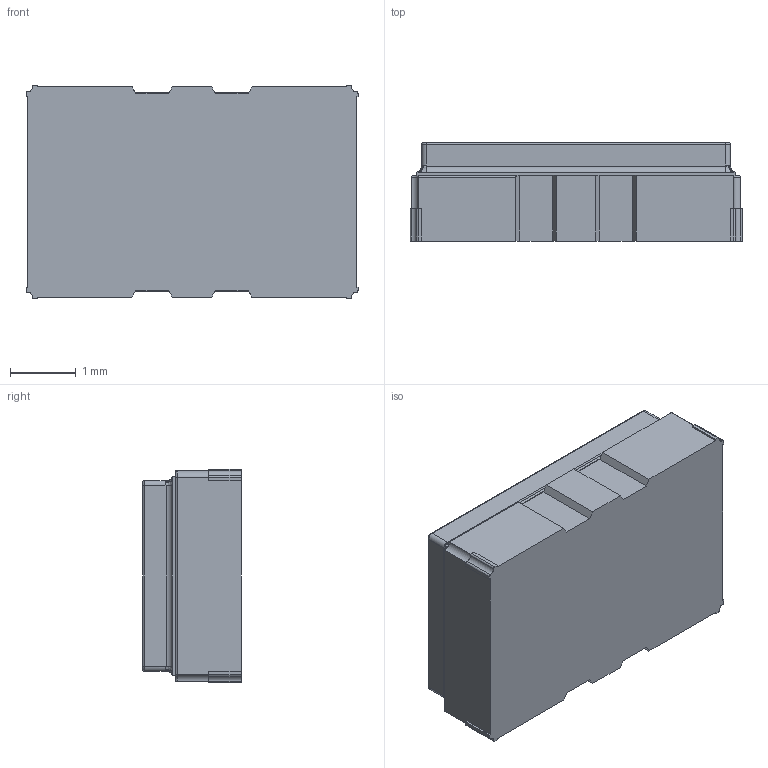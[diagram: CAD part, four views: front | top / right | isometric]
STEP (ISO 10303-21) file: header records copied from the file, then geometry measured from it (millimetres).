
FILE_DESCRIPTION (( 'STEP AP214' ), '1' );
FILE_NAME ('Abracon ASVTX-09.STEP', '2016-01-06T21:11:40', ( '' ), ( '' ), 'SwSTEP 2.0', 'SolidWorks 2015', '' );
FILE_SCHEMA (( 'AUTOMOTIVE_DESIGN' ));
Length unit declared in the file: millimetre
Products named in the file (1): Abracon ASVTX-09
Bounding box: 5.05 x 1.5 x 3.25 mm (x, y, z)
Volume: 22.6 mm3; surface area: 55.2 mm2
Topology: 1 solids, 1 shells, 118 faces, 310 edges, 194 vertices
Faces by surface type: plane 66, cylinder 32, torus 12, bspline 8
Entity records: 4707 total; most frequent: CARTESIAN_POINT 939, ORIENTED_EDGE 620, DIRECTION 590, EDGE_CURVE 310, VECTOR 204, LINE 204, VERTEX_POINT 194, AXIS2_PLACEMENT_3D 193
